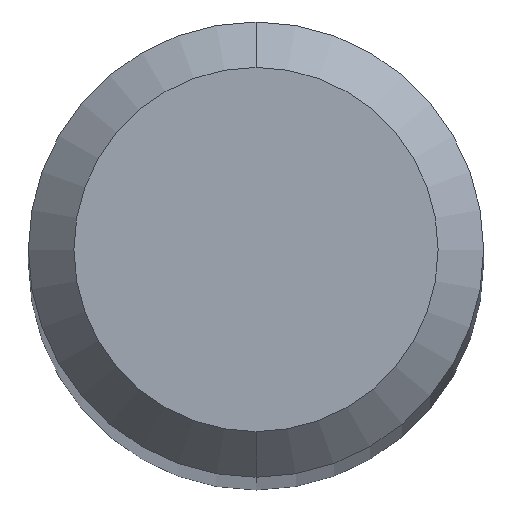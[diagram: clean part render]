
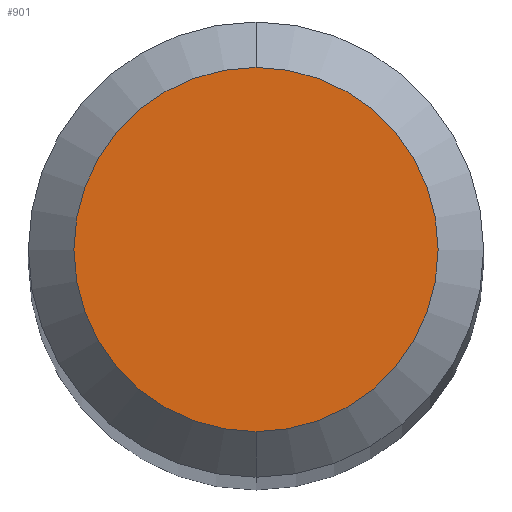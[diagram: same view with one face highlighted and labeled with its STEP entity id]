
A CAD part, top view. The second image highlights one B-rep face of the part: STEP entity #901.
In plain terms, the highlighted planar face has unit normal (0, 0, 1).
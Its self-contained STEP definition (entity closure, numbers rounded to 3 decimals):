
#383=VERTEX_POINT('',#1007);
#397=VERTEX_POINT('',#1023);
#419=EDGE_CURVE('',#397,#383,#1047,.T.);
#547=EDGE_CURVE('',#383,#397,#1191,.T.);
#901=ADVANCED_FACE('',(#1572),#1573,.T.);
#1007=CARTESIAN_POINT('',(0.,-1.2,0.0));
#1023=CARTESIAN_POINT('',(0.0,1.2,0.0));
#1047=CIRCLE('',#2755,1.2);
#1191=CIRCLE('',#4235,1.2);
#1572=FACE_OUTER_BOUND('',#7273,.T.);
#1573=PLANE('',#7274);
#2755=AXIS2_PLACEMENT_3D('',#7731,#7732,#7733);
#4235=AXIS2_PLACEMENT_3D('',#7893,#7894,#7895);
#7273=EDGE_LOOP('',(#8272,#8273));
#7274=AXIS2_PLACEMENT_3D('',#8274,#8275,#8276);
#7731=CARTESIAN_POINT('',(0.0,0.0,0.0));
#7732=DIRECTION('',(0.0,0.0,-1.0));
#7733=DIRECTION('',(0.0,1.0,0.0));
#7893=CARTESIAN_POINT('',(0.0,0.0,0.0));
#7894=DIRECTION('',(0.0,0.0,-1.0));
#7895=DIRECTION('',(0.0,1.0,0.0));
#8272=ORIENTED_EDGE('',*,*,#419,.F.);
#8273=ORIENTED_EDGE('',*,*,#547,.F.);
#8274=CARTESIAN_POINT('',(0.0,0.6,0.0));
#8275=DIRECTION('',(-0.0,0.0,1.0));
#8276=DIRECTION('',(0.0,-1.0,0.0));
